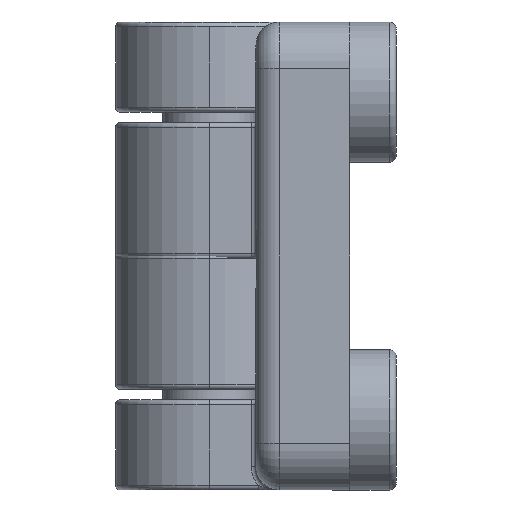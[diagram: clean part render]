
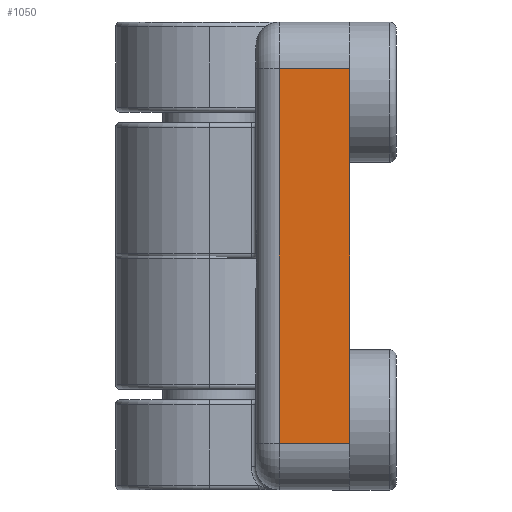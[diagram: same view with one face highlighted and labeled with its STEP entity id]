
A CAD part, left-side view. The second image highlights one B-rep face of the part: STEP entity #1050.
In plain terms, the highlighted face is planar.
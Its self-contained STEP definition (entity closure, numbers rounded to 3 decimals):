
#27 = VECTOR ( 'NONE', #2040, 1000. ) ;
#46 = LINE ( 'NONE', #1989, #27 ) ;
#99 = DIRECTION ( 'NONE',  ( 0., -1., 0. ) ) ;
#447 = CARTESIAN_POINT ( 'NONE',  ( 16., -3., -8. ) ) ;
#784 = LINE ( 'NONE', #1078, #822 ) ;
#822 = VECTOR ( 'NONE', #1034, 1000. ) ;
#1034 = DIRECTION ( 'NONE',  ( 0., 0., -1. ) ) ;
#1050 = ADVANCED_FACE ( 'NONE', ( #1205 ), #5260, .F. ) ;
#1078 = CARTESIAN_POINT ( 'NONE',  ( 16., -6., 10. ) ) ;
#1205 = FACE_OUTER_BOUND ( 'NONE', #4763, .T. ) ;
#1385 = CARTESIAN_POINT ( 'NONE',  ( 16., -6., 8. ) ) ;
#1818 = EDGE_CURVE ( 'NONE', #3164, #4091, #784, .T. ) ;
#1989 = CARTESIAN_POINT ( 'NONE',  ( 16., -6., -8. ) ) ;
#2040 = DIRECTION ( 'NONE',  ( 0., 1., 0. ) ) ;
#2731 = AXIS2_PLACEMENT_3D ( 'NONE', #5205, #5073, #5092 ) ;
#2970 = EDGE_CURVE ( 'NONE', #4091, #3476, #46, .T. ) ;
#3164 = VERTEX_POINT ( 'NONE', #1385 ) ;
#3235 = CARTESIAN_POINT ( 'NONE',  ( 16., -3., 8. ) ) ;
#3415 = VECTOR ( 'NONE', #4080, 1000. ) ;
#3417 = LINE ( 'NONE', #4142, #3415 ) ;
#3476 = VERTEX_POINT ( 'NONE', #447 ) ;
#3589 = EDGE_CURVE ( 'NONE', #4465, #3164, #3626, .T. ) ;
#3626 = LINE ( 'NONE', #3872, #3752 ) ;
#3654 = ORIENTED_EDGE ( 'NONE', *, *, #3589, .T. ) ;
#3691 = EDGE_CURVE ( 'NONE', #3476, #4465, #3417, .T. ) ;
#3723 = ORIENTED_EDGE ( 'NONE', *, *, #2970, .T. ) ;
#3752 = VECTOR ( 'NONE', #99, 1000. ) ;
#3872 = CARTESIAN_POINT ( 'NONE',  ( 16., -6., 8. ) ) ;
#4080 = DIRECTION ( 'NONE',  ( 0., 0., 1. ) ) ;
#4091 = VERTEX_POINT ( 'NONE', #4829 ) ;
#4142 = CARTESIAN_POINT ( 'NONE',  ( 16., -3., 10. ) ) ;
#4465 = VERTEX_POINT ( 'NONE', #3235 ) ;
#4763 = EDGE_LOOP ( 'NONE', ( #3723, #5219, #3654, #5051 ) ) ;
#4829 = CARTESIAN_POINT ( 'NONE',  ( 16., -6., -8. ) ) ;
#5051 = ORIENTED_EDGE ( 'NONE', *, *, #1818, .T. ) ;
#5073 = DIRECTION ( 'NONE',  ( -1., 0., 0. ) ) ;
#5092 = DIRECTION ( 'NONE',  ( 0., 0., 1. ) ) ;
#5205 = CARTESIAN_POINT ( 'NONE',  ( 16., -6., 10. ) ) ;
#5219 = ORIENTED_EDGE ( 'NONE', *, *, #3691, .T. ) ;
#5260 = PLANE ( 'NONE',  #2731 ) ;
